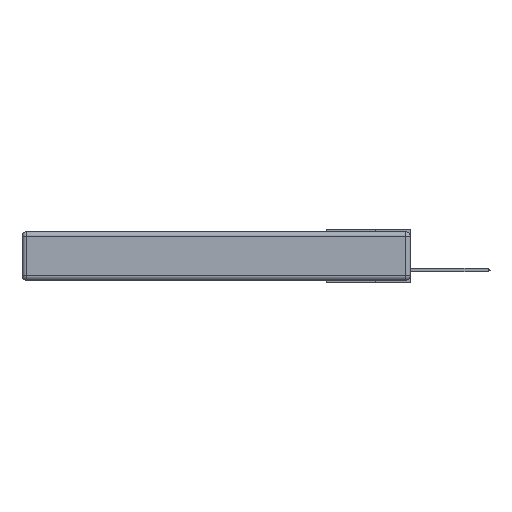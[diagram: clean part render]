
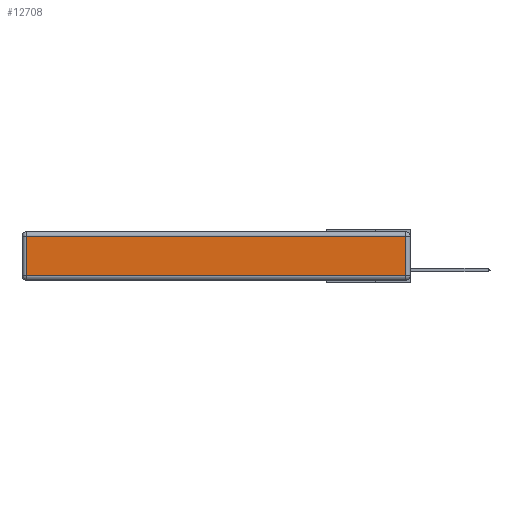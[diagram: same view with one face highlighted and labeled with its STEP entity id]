
A CAD part, left-side view. The second image highlights one B-rep face of the part: STEP entity #12708.
In plain terms, the highlighted planar face has unit normal (-1, 0, 0).
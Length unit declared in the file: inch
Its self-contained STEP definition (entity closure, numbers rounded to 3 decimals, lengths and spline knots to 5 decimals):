
#464 = EDGE_CURVE ( 'NONE', #20949, #21062, #22270, .T. ) ;
#833 = CARTESIAN_POINT ( 'NONE',  ( 0., 2.72, -0.343 ) ) ;
#1386 = ORIENTED_EDGE ( 'NONE', *, *, #6421, .T. ) ;
#2977 = DIRECTION ( 'NONE',  ( 0., 0., 1. ) ) ;
#4314 = LINE ( 'NONE', #11546, #12910 ) ;
#4460 = CARTESIAN_POINT ( 'NONE',  ( 0., 0.03, -0.313 ) ) ;
#5226 = DIRECTION ( 'NONE',  ( -1., 0., 0. ) ) ;
#6421 = EDGE_CURVE ( 'NONE', #21062, #14924, #4314, .T. ) ;
#6648 = ORIENTED_EDGE ( 'NONE', *, *, #21238, .T. ) ;
#6715 = CARTESIAN_POINT ( 'NONE',  ( 0., 0.03, -0.03 ) ) ;
#6964 = ORIENTED_EDGE ( 'NONE', *, *, #464, .T. ) ;
#8013 = EDGE_CURVE ( 'NONE', #14924, #11792, #9746, .T. ) ;
#8418 = VECTOR ( 'NONE', #2977, 39.37008 ) ;
#8972 = VECTOR ( 'NONE', #9032, 39.37008 ) ;
#9032 = DIRECTION ( 'NONE',  ( 0., -1., 0. ) ) ;
#9746 = LINE ( 'NONE', #833, #13911 ) ;
#10364 = CARTESIAN_POINT ( 'NONE',  ( 0., 0., -0.343 ) ) ;
#10569 = EDGE_LOOP ( 'NONE', ( #6648, #6964, #1386, #20514 ) ) ;
#11546 = CARTESIAN_POINT ( 'NONE',  ( 0., 2.75, -0.03 ) ) ;
#11792 = VERTEX_POINT ( 'NONE', #21118 ) ;
#12708 = ADVANCED_FACE ( 'NONE', ( #19990 ), #17489, .T. ) ;
#12910 = VECTOR ( 'NONE', #22244, 39.37008 ) ;
#13911 = VECTOR ( 'NONE', #15185, 39.37008 ) ;
#14924 = VERTEX_POINT ( 'NONE', #16497 ) ;
#15185 = DIRECTION ( 'NONE',  ( 0., 0., -1. ) ) ;
#16497 = CARTESIAN_POINT ( 'NONE',  ( 0., 2.72, -0.03 ) ) ;
#17319 = CARTESIAN_POINT ( 'NONE',  ( 0., 0.03, -0.343 ) ) ;
#17489 = PLANE ( 'NONE',  #18750 ) ;
#17844 = CARTESIAN_POINT ( 'NONE',  ( 0., 0., -0.313 ) ) ;
#18398 = LINE ( 'NONE', #17844, #8972 ) ;
#18750 = AXIS2_PLACEMENT_3D ( 'NONE', #10364, #5226, #22866 ) ;
#19990 = FACE_OUTER_BOUND ( 'NONE', #10569, .T. ) ;
#20514 = ORIENTED_EDGE ( 'NONE', *, *, #8013, .T. ) ;
#20949 = VERTEX_POINT ( 'NONE', #4460 ) ;
#21062 = VERTEX_POINT ( 'NONE', #6715 ) ;
#21118 = CARTESIAN_POINT ( 'NONE',  ( 0., 2.72, -0.313 ) ) ;
#21238 = EDGE_CURVE ( 'NONE', #11792, #20949, #18398, .T. ) ;
#22244 = DIRECTION ( 'NONE',  ( 0., 1., 0. ) ) ;
#22270 = LINE ( 'NONE', #17319, #8418 ) ;
#22866 = DIRECTION ( 'NONE',  ( 0., 0., 1. ) ) ;
